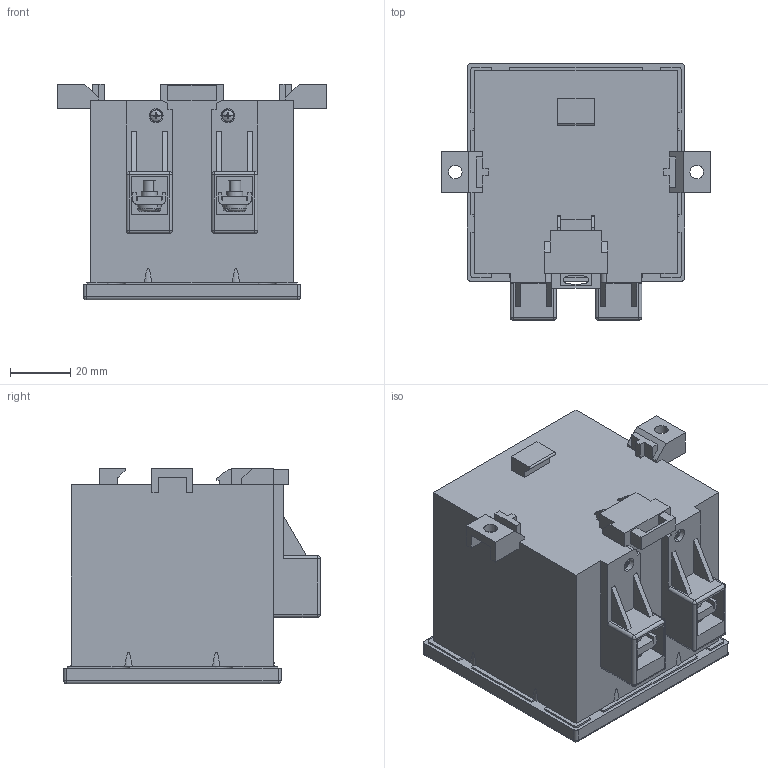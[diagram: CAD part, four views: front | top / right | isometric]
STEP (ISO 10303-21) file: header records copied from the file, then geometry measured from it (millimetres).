
FILE_DESCRIPTION (( 'STEP AP203' ), '1' );
FILE_NAME ('84_020_10_69_0.STEP', '2015-05-12T07:44:35', ( '' ), ( '' ), 'SwSTEP 2.0', 'SolidWorks 2015', '' );
FILE_SCHEMA (( 'CONFIG_CONTROL_DESIGN' ));
Length unit declared in the file: millimetre
Products named in the file (1): 84_020_10_69_0
Bounding box: 89 x 85 x 71.5 mm (x, y, z)
Volume: 166554.2 mm3; surface area: 68295.4 mm2
Topology: 1 solids, 3 shells, 479 faces, 1356 edges, 848 vertices
Faces by surface type: plane 318, cylinder 103, cone 34, sphere 16, torus 8
Entity records: 15686 total; most frequent: CARTESIAN_POINT 3039, ORIENTED_EDGE 2680, DIRECTION 2634, EDGE_CURVE 1340, VECTOR 900, LINE 900, AXIS2_PLACEMENT_3D 867, VERTEX_POINT 848
